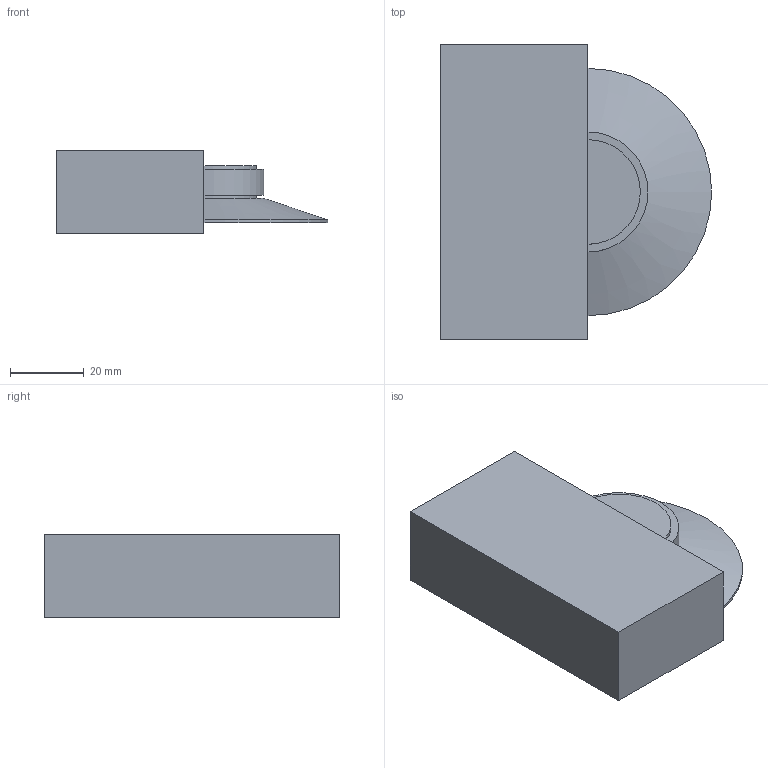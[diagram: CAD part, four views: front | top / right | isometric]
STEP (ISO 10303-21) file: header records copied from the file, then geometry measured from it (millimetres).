
FILE_DESCRIPTION(('HOOPS Exchange Step'),'2;1');
FILE_NAME('temp_export','2021-07-02T13:47:38+02:00',('mobile'),('Shapr3D Limited'),'HOOPS Exchange 2021.1','Shapr3D','Authorized');
FILE_SCHEMA( ('AP203_CONFIGURATION_CONTROLLED_3D_DESIGN_OF_MECHANICAL_PARTS_AND_ASSEMBLIES_MIM_LF') );
Length unit declared in the file: millimetre
Products named in the file (1): C9ABD52D-55D0-4E04-A461-E33D24A09E18.tmp
Bounding box: 73.5 x 80 x 22.72 mm (x, y, z)
Volume: 74959.5 mm3; surface area: 23963.2 mm2
Topology: 4 solids, 4 shells, 30 faces, 72 edges, 50 vertices
Faces by surface type: plane 15, cylinder 10, cone 3, bspline 1, torus 1
Full cylindrical faces by diameter (mm): 5.54 x1, 28.34 x2, 32.5 x2, 67 x1
Entity records: 1065 total; most frequent: CARTESIAN_POINT 295, DIRECTION 166, ORIENTED_EDGE 144, EDGE_CURVE 72, AXIS2_PLACEMENT_3D 65, VERTEX_POINT 50, VECTOR 36, LINE 36
